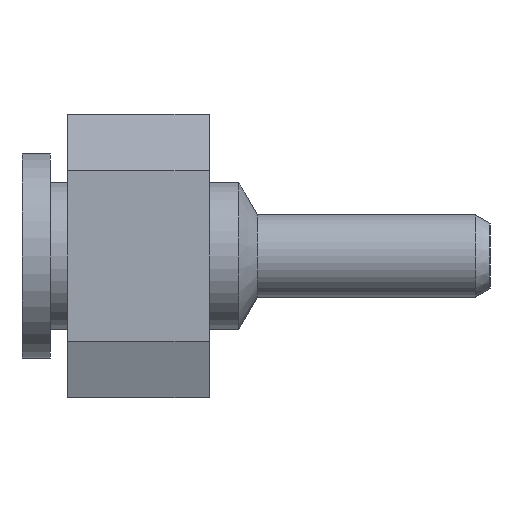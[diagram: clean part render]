
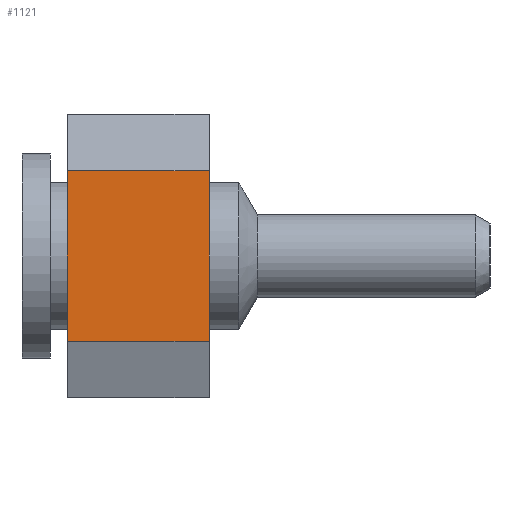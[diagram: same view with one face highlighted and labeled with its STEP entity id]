
A CAD part, left-side view. The second image highlights one B-rep face of the part: STEP entity #1121.
In plain terms, the highlighted planar face has unit normal (-1, 0, 0).
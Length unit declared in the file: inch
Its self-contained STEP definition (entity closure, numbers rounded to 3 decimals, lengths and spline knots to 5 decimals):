
#125=ORIENTED_EDGE('',*,*,#413,.T.);
#126=ORIENTED_EDGE('',*,*,#414,.T.);
#127=ORIENTED_EDGE('',*,*,#415,.F.);
#128=ORIENTED_EDGE('',*,*,#416,.F.);
#413=EDGE_CURVE('',#557,#558,#664,.T.);
#414=EDGE_CURVE('',#558,#559,#665,.T.);
#415=EDGE_CURVE('',#560,#559,#666,.T.);
#416=EDGE_CURVE('',#557,#560,#667,.T.);
#557=VERTEX_POINT('',#1685);
#558=VERTEX_POINT('',#1686);
#559=VERTEX_POINT('',#1688);
#560=VERTEX_POINT('',#1690);
#664=LINE('',#1684,#778);
#665=LINE('',#1687,#779);
#666=LINE('',#1689,#780);
#667=LINE('',#1691,#781);
#778=VECTOR('',#1348,39.37008);
#779=VECTOR('',#1349,39.37008);
#780=VECTOR('',#1350,39.37008);
#781=VECTOR('',#1351,39.37008);
#874=EDGE_LOOP('',(#125,#126,#127,#128));
#974=FACE_BOUND('',#874,.T.);
#1075=PLANE('',#1212);
#1121=ADVANCED_FACE('',(#974),#1075,.F.);
#1212=AXIS2_PLACEMENT_3D('',#1683,#1346,#1347);
#1346=DIRECTION('',(1.,0.,0.));
#1347=DIRECTION('',(0.,0.,-1.));
#1348=DIRECTION('',(0.,-1.,0.));
#1349=DIRECTION('',(0.,0.,1.));
#1350=DIRECTION('',(0.,-1.,0.));
#1351=DIRECTION('',(0.,0.,1.));
#1683=CARTESIAN_POINT('',(0.,0.05,-0.05));
#1684=CARTESIAN_POINT('',(0.,0.1,-0.03));
#1685=CARTESIAN_POINT('',(0.,0.05,-0.03));
#1686=CARTESIAN_POINT('',(0.,0.,-0.03));
#1687=CARTESIAN_POINT('',(0.,0.,-0.05));
#1688=CARTESIAN_POINT('',(0.,0.,0.03));
#1689=CARTESIAN_POINT('',(0.,0.1,0.03));
#1690=CARTESIAN_POINT('',(0.,0.05,0.03));
#1691=CARTESIAN_POINT('',(0.,0.05,-0.05));
